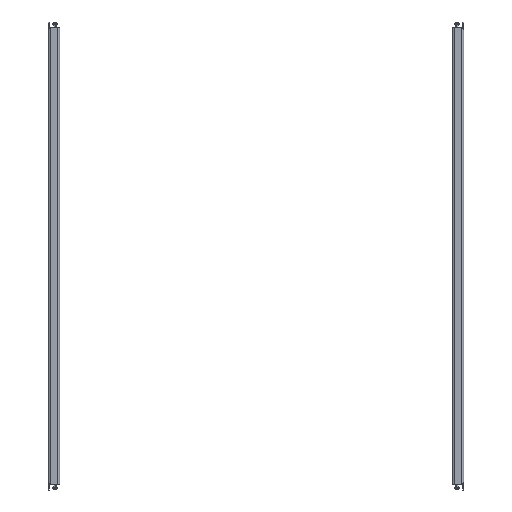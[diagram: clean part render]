
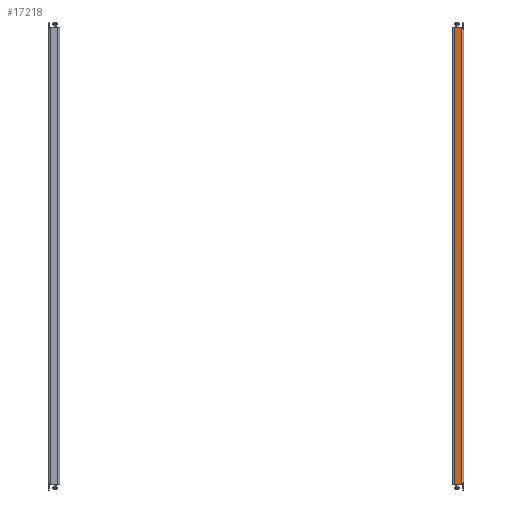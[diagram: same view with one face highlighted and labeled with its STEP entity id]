
A CAD part, front view. The second image highlights one B-rep face of the part: STEP entity #17218.
In plain terms, the highlighted planar face has unit normal (0, -1, 0).
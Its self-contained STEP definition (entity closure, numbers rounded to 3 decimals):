
#388 = VECTOR ( 'NONE', #13008, 1000. ) ;
#455 = ORIENTED_EDGE ( 'NONE', *, *, #18694, .T. ) ;
#1714 = DIRECTION ( 'NONE',  ( 0., 0., -1. ) ) ;
#1829 = LINE ( 'NONE', #15889, #12890 ) ;
#1869 = FACE_OUTER_BOUND ( 'NONE', #15580, .T. ) ;
#2240 = CARTESIAN_POINT ( 'NONE',  ( 417.4, -49., -17. ) ) ;
#2300 = VERTEX_POINT ( 'NONE', #2240 ) ;
#2500 = VERTEX_POINT ( 'NONE', #14410 ) ;
#3885 = AXIS2_PLACEMENT_3D ( 'NONE', #6860, #11179, #17129 ) ;
#4889 = DIRECTION ( 'NONE',  ( 0., 0., -1. ) ) ;
#5145 = LINE ( 'NONE', #7737, #8632 ) ;
#5423 = ORIENTED_EDGE ( 'NONE', *, *, #18176, .F. ) ;
#6349 = VECTOR ( 'NONE', #1714, 1000. ) ;
#6860 = CARTESIAN_POINT ( 'NONE',  ( 0., -49., 0. ) ) ;
#7018 = DIRECTION ( 'NONE',  ( 1., 0., 0. ) ) ;
#7737 = CARTESIAN_POINT ( 'NONE',  ( -417.4, -49., -4. ) ) ;
#8632 = VECTOR ( 'NONE', #4889, 1000. ) ;
#9070 = CARTESIAN_POINT ( 'NONE',  ( -417.4, -49., -17. ) ) ;
#11179 = DIRECTION ( 'NONE',  ( 0., 1., 0. ) ) ;
#12195 = CARTESIAN_POINT ( 'NONE',  ( -417.4, -49., -4. ) ) ;
#12890 = VECTOR ( 'NONE', #7018, 1000. ) ;
#13008 = DIRECTION ( 'NONE',  ( 1., 0., 0. ) ) ;
#13524 = CARTESIAN_POINT ( 'NONE',  ( 417.4, -49., -4. ) ) ;
#13776 = VERTEX_POINT ( 'NONE', #12195 ) ;
#13952 = PLANE ( 'NONE',  #3885 ) ;
#13988 = LINE ( 'NONE', #9070, #388 ) ;
#14198 = VERTEX_POINT ( 'NONE', #14759 ) ;
#14343 = EDGE_CURVE ( 'NONE', #2500, #2300, #17231, .T. ) ;
#14410 = CARTESIAN_POINT ( 'NONE',  ( 417.4, -49., -4. ) ) ;
#14643 = ORIENTED_EDGE ( 'NONE', *, *, #14343, .F. ) ;
#14759 = CARTESIAN_POINT ( 'NONE',  ( -417.4, -49., -17. ) ) ;
#15481 = EDGE_CURVE ( 'NONE', #13776, #14198, #5145, .T. ) ;
#15580 = EDGE_LOOP ( 'NONE', ( #455, #14643, #5423, #18755 ) ) ;
#15889 = CARTESIAN_POINT ( 'NONE',  ( 413.4, -49., -4. ) ) ;
#17129 = DIRECTION ( 'NONE',  ( 0., 0., 1. ) ) ;
#17218 = ADVANCED_FACE ( 'NONE', ( #1869 ), #13952, .F. ) ;
#17231 = LINE ( 'NONE', #13524, #6349 ) ;
#18176 = EDGE_CURVE ( 'NONE', #13776, #2500, #1829, .T. ) ;
#18694 = EDGE_CURVE ( 'NONE', #14198, #2300, #13988, .T. ) ;
#18755 = ORIENTED_EDGE ( 'NONE', *, *, #15481, .T. ) ;
